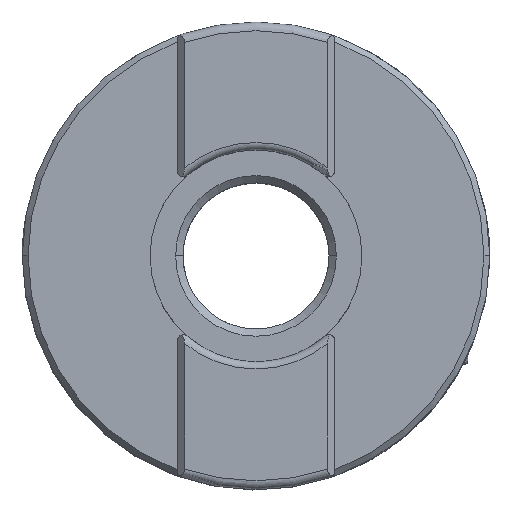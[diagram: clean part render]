
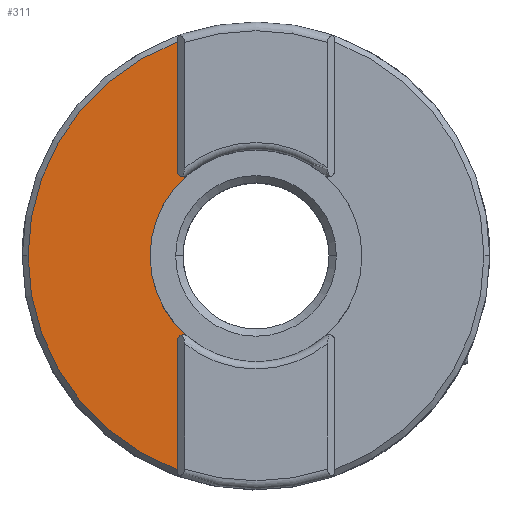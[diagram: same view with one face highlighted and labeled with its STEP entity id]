
A CAD part, top view. The second image highlights one B-rep face of the part: STEP entity #311.
In plain terms, the highlighted planar face has unit normal (0, 0, 1).
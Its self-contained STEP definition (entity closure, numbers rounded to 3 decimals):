
#26 = DIRECTION ( 'NONE',  ( 0., 0., -1. ) ) ;
#30 = PLANE ( 'NONE',  #3189 ) ;
#62 = ORIENTED_EDGE ( 'NONE', *, *, #1644, .F. ) ;
#92 = EDGE_CURVE ( 'NONE', #3186, #1175, #1925, .T. ) ;
#146 = DIRECTION ( 'NONE',  ( 0., 0., -1. ) ) ;
#161 = CARTESIAN_POINT ( 'NONE',  ( -4.724, 5.499, 14.4 ) ) ;
#311 = ADVANCED_FACE ( 'NONE', ( #1918 ), #30, .T. ) ;
#343 = DIRECTION ( 'NONE',  ( 0., 0., -1. ) ) ;
#365 = EDGE_CURVE ( 'NONE', #1068, #1237, #2775, .T. ) ;
#368 = VERTEX_POINT ( 'NONE', #2988 ) ;
#429 = ORIENTED_EDGE ( 'NONE', *, *, #1965, .T. ) ;
#468 = AXIS2_PLACEMENT_3D ( 'NONE', #587, #1186, #919 ) ;
#534 = AXIS2_PLACEMENT_3D ( 'NONE', #1487, #146, #961 ) ;
#542 = DIRECTION ( 'NONE',  ( 1., 0., 0. ) ) ;
#575 = ORIENTED_EDGE ( 'NONE', *, *, #365, .F. ) ;
#587 = CARTESIAN_POINT ( 'NONE',  ( 0., 0., 14.4 ) ) ;
#603 = CIRCLE ( 'NONE', #3045, 0.4 ) ;
#650 = VECTOR ( 'NONE', #1374, 1000. ) ;
#686 = AXIS2_PLACEMENT_3D ( 'NONE', #2730, #26, #1671 ) ;
#779 = CARTESIAN_POINT ( 'NONE',  ( -5.385, 15.067, 14.4 ) ) ;
#784 = ORIENTED_EDGE ( 'NONE', *, *, #92, .T. ) ;
#810 = VERTEX_POINT ( 'NONE', #2310 ) ;
#842 = ORIENTED_EDGE ( 'NONE', *, *, #3397, .T. ) ;
#919 = DIRECTION ( 'NONE',  ( 1., 0., 0. ) ) ;
#921 = EDGE_CURVE ( 'NONE', #1175, #2695, #2407, .T. ) ;
#946 = CARTESIAN_POINT ( 'NONE',  ( -5.385, -14.641, 14.4 ) ) ;
#961 = DIRECTION ( 'NONE',  ( 1., 0., 0. ) ) ;
#1017 = CARTESIAN_POINT ( 'NONE',  ( -15.6, 0., 14.4 ) ) ;
#1068 = VERTEX_POINT ( 'NONE', #946 ) ;
#1140 = CARTESIAN_POINT ( 'NONE',  ( -4.724, -5.499, 14.4 ) ) ;
#1175 = VERTEX_POINT ( 'NONE', #2305 ) ;
#1186 = DIRECTION ( 'NONE',  ( 0., 0., -1. ) ) ;
#1224 = VECTOR ( 'NONE', #2937, 1000. ) ;
#1237 = VERTEX_POINT ( 'NONE', #1017 ) ;
#1247 = EDGE_CURVE ( 'NONE', #368, #3318, #1329, .T. ) ;
#1329 = LINE ( 'NONE', #779, #1224 ) ;
#1374 = DIRECTION ( 'NONE',  ( 0., 1., 0. ) ) ;
#1379 = DIRECTION ( 'NONE',  ( 1., 0., 0. ) ) ;
#1487 = CARTESIAN_POINT ( 'NONE',  ( 0., 0., 14.4 ) ) ;
#1514 = EDGE_LOOP ( 'NONE', ( #429, #842, #784, #1949, #2289, #1833, #62, #575 ) ) ;
#1631 = DIRECTION ( 'NONE',  ( 0., 0., -1. ) ) ;
#1644 = EDGE_CURVE ( 'NONE', #1237, #3318, #1730, .T. ) ;
#1648 = CARTESIAN_POINT ( 'NONE',  ( -4.985, -5.803, 14.4 ) ) ;
#1657 = CARTESIAN_POINT ( 'NONE',  ( -5.385, 15.067, 14.4 ) ) ;
#1671 = DIRECTION ( 'NONE',  ( 1., 0., 0. ) ) ;
#1691 = LINE ( 'NONE', #1657, #650 ) ;
#1730 = CIRCLE ( 'NONE', #534, 15.6 ) ;
#1833 = ORIENTED_EDGE ( 'NONE', *, *, #1247, .T. ) ;
#1908 = AXIS2_PLACEMENT_3D ( 'NONE', #2233, #343, #2038 ) ;
#1918 = FACE_OUTER_BOUND ( 'NONE', #1514, .T. ) ;
#1925 = CIRCLE ( 'NONE', #686, 7.25 ) ;
#1949 = ORIENTED_EDGE ( 'NONE', *, *, #921, .T. ) ;
#1965 = EDGE_CURVE ( 'NONE', #1068, #810, #1691, .T. ) ;
#2038 = DIRECTION ( 'NONE',  ( 1., 0., 0. ) ) ;
#2064 = AXIS2_PLACEMENT_3D ( 'NONE', #2691, #2976, #542 ) ;
#2208 = CARTESIAN_POINT ( 'NONE',  ( 0., 0., 14.4 ) ) ;
#2233 = CARTESIAN_POINT ( 'NONE',  ( -4.985, 5.803, 14.4 ) ) ;
#2289 = ORIENTED_EDGE ( 'NONE', *, *, #3240, .T. ) ;
#2305 = CARTESIAN_POINT ( 'NONE',  ( -7.25, 0., 14.4 ) ) ;
#2310 = CARTESIAN_POINT ( 'NONE',  ( -5.385, -5.803, 14.4 ) ) ;
#2326 = CARTESIAN_POINT ( 'NONE',  ( -5.385, 14.641, 14.4 ) ) ;
#2407 = CIRCLE ( 'NONE', #2064, 7.25 ) ;
#2475 = CIRCLE ( 'NONE', #1908, 0.4 ) ;
#2487 = DIRECTION ( 'NONE',  ( 0., 0., 1. ) ) ;
#2691 = CARTESIAN_POINT ( 'NONE',  ( 0., 0., 14.4 ) ) ;
#2695 = VERTEX_POINT ( 'NONE', #161 ) ;
#2730 = CARTESIAN_POINT ( 'NONE',  ( 0., 0., 14.4 ) ) ;
#2775 = CIRCLE ( 'NONE', #468, 15.6 ) ;
#2937 = DIRECTION ( 'NONE',  ( 0., 1., 0. ) ) ;
#2976 = DIRECTION ( 'NONE',  ( 0., 0., -1. ) ) ;
#2988 = CARTESIAN_POINT ( 'NONE',  ( -5.385, 5.803, 14.4 ) ) ;
#3041 = DIRECTION ( 'NONE',  ( 1., 0., 0. ) ) ;
#3045 = AXIS2_PLACEMENT_3D ( 'NONE', #1648, #1631, #1379 ) ;
#3186 = VERTEX_POINT ( 'NONE', #1140 ) ;
#3189 = AXIS2_PLACEMENT_3D ( 'NONE', #2208, #2487, #3041 ) ;
#3240 = EDGE_CURVE ( 'NONE', #2695, #368, #2475, .T. ) ;
#3318 = VERTEX_POINT ( 'NONE', #2326 ) ;
#3397 = EDGE_CURVE ( 'NONE', #810, #3186, #603, .T. ) ;
